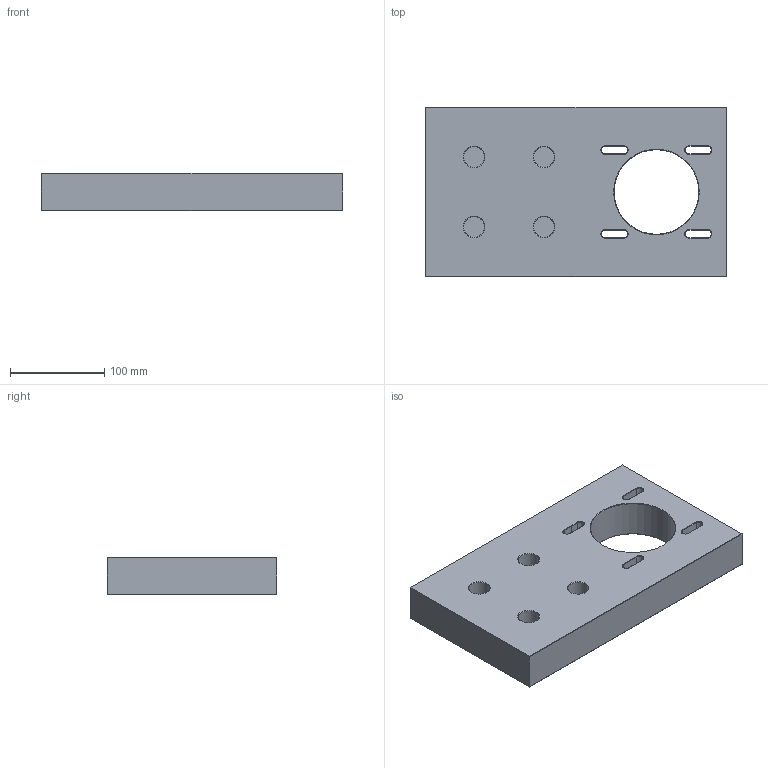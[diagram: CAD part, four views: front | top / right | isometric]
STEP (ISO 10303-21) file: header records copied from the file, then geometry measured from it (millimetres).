
FILE_DESCRIPTION(('FreeCAD Model'),'2;1');
FILE_NAME('Open CASCADE Shape Model','2022-09-29T14:26:20',(''),(''), 'Open CASCADE STEP processor 7.6','FreeCAD','Unknown');
FILE_SCHEMA(('AUTOMOTIVE_DESIGN { 1 0 10303 214 1 1 1 1 }'));
Length unit declared in the file: millimetre
Products named in the file (1): Montageplatte
Bounding box: 320 x 180 x 40 mm (x, y, z)
Volume: 1943069.9 mm3; surface area: 181924.7 mm2
Topology: 1 solids, 1 shells, 157 faces, 304 edges, 173 vertices
Faces by surface type: plane 79, cone 45, cylinder 33
Full cylindrical faces by diameter (mm): 9 x12, 11 x8, 22 x4, 90 x1
Entity records: 7981 total; most frequent: CARTESIAN_POINT 1423, DIRECTION 1309, LINE 735, VECTOR 735, ORIENTED_EDGE 608, PCURVE 608, DEFINITIONAL_REPRESENTATION 608, EDGE_CURVE 304
